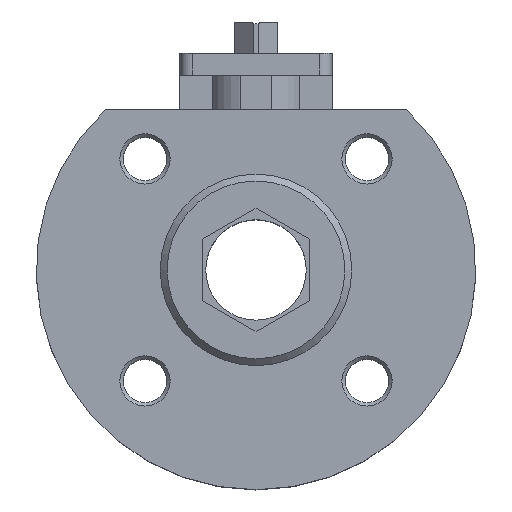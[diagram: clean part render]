
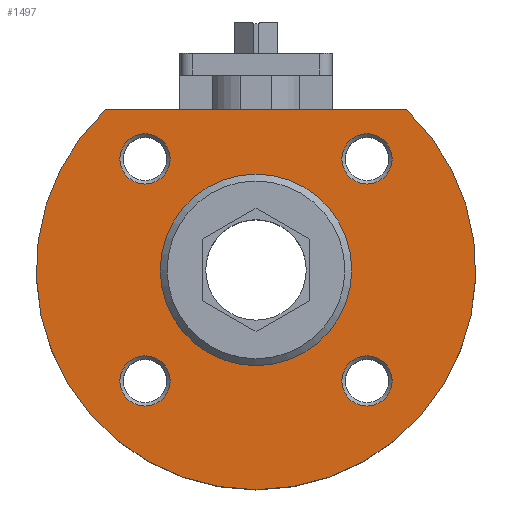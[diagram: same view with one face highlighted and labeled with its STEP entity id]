
A CAD part, top view. The second image highlights one B-rep face of the part: STEP entity #1497.
In plain terms, the highlighted planar face has unit normal (0, 0, 1).
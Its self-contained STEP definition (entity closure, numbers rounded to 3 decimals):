
#54=CIRCLE('',#1616,70.);
#55=CIRCLE('',#1617,8.);
#56=CIRCLE('',#1618,8.);
#57=CIRCLE('',#1619,8.);
#58=CIRCLE('',#1620,8.);
#59=CIRCLE('',#1621,30.5);
#258=ORIENTED_EDGE('',*,*,#654,.F.);
#259=ORIENTED_EDGE('',*,*,#621,.F.);
#260=ORIENTED_EDGE('',*,*,#655,.T.);
#261=ORIENTED_EDGE('',*,*,#656,.T.);
#262=ORIENTED_EDGE('',*,*,#657,.T.);
#263=ORIENTED_EDGE('',*,*,#658,.T.);
#264=ORIENTED_EDGE('',*,*,#659,.T.);
#621=EDGE_CURVE('',#820,#821,#969,.T.);
#654=EDGE_CURVE('',#821,#820,#54,.T.);
#655=EDGE_CURVE('',#843,#843,#55,.T.);
#656=EDGE_CURVE('',#844,#844,#56,.T.);
#657=EDGE_CURVE('',#845,#845,#57,.T.);
#658=EDGE_CURVE('',#846,#846,#58,.T.);
#659=EDGE_CURVE('',#847,#847,#59,.T.);
#820=VERTEX_POINT('',#2328);
#821=VERTEX_POINT('',#2330);
#843=VERTEX_POINT('',#2389);
#844=VERTEX_POINT('',#2391);
#845=VERTEX_POINT('',#2393);
#846=VERTEX_POINT('',#2395);
#847=VERTEX_POINT('',#2397);
#969=LINE('',#2329,#1097);
#1097=VECTOR('',#1844,1000.);
#1196=EDGE_LOOP('',(#258,#259));
#1197=EDGE_LOOP('',(#260));
#1198=EDGE_LOOP('',(#261));
#1199=EDGE_LOOP('',(#262));
#1200=EDGE_LOOP('',(#263));
#1201=EDGE_LOOP('',(#264));
#1332=FACE_BOUND('',#1196,.T.);
#1333=FACE_BOUND('',#1197,.T.);
#1334=FACE_BOUND('',#1198,.T.);
#1335=FACE_BOUND('',#1199,.T.);
#1336=FACE_BOUND('',#1200,.T.);
#1337=FACE_BOUND('',#1201,.T.);
#1453=PLANE('',#1615);
#1497=ADVANCED_FACE('',(#1332,#1333,#1334,#1335,#1336,#1337),#1453,.F.);
#1615=AXIS2_PLACEMENT_3D('',#2386,#1897,#1898);
#1616=AXIS2_PLACEMENT_3D('',#2387,#1899,#1900);
#1617=AXIS2_PLACEMENT_3D('',#2388,#1901,#1902);
#1618=AXIS2_PLACEMENT_3D('',#2390,#1903,#1904);
#1619=AXIS2_PLACEMENT_3D('',#2392,#1905,#1906);
#1620=AXIS2_PLACEMENT_3D('',#2394,#1907,#1908);
#1621=AXIS2_PLACEMENT_3D('',#2396,#1909,#1910);
#1844=DIRECTION('',(1.,0.,0.));
#1897=DIRECTION('',(0.,0.,-1.));
#1898=DIRECTION('',(-1.,0.,0.));
#1899=DIRECTION('',(0.,0.,-1.));
#1900=DIRECTION('',(-1.,0.,0.));
#1901=DIRECTION('',(0.,0.,-1.));
#1902=DIRECTION('',(-1.,0.,0.));
#1903=DIRECTION('',(0.,0.,-1.));
#1904=DIRECTION('',(-1.,0.,0.));
#1905=DIRECTION('',(0.,0.,-1.));
#1906=DIRECTION('',(-1.,0.,0.));
#1907=DIRECTION('',(0.,0.,-1.));
#1908=DIRECTION('',(-1.,0.,0.));
#1909=DIRECTION('',(0.,0.,-1.));
#1910=DIRECTION('',(-1.,0.,0.));
#2328=CARTESIAN_POINT('',(-47.948,51.,27.));
#2329=CARTESIAN_POINT('',(0.,51.,27.));
#2330=CARTESIAN_POINT('',(47.948,51.,27.));
#2386=CARTESIAN_POINT('',(0.,30.5,27.));
#2387=CARTESIAN_POINT('',(0.,0.,27.));
#2388=CARTESIAN_POINT('',(35.355,35.355,27.));
#2389=CARTESIAN_POINT('',(27.355,35.355,27.));
#2390=CARTESIAN_POINT('',(35.355,-35.355,27.));
#2391=CARTESIAN_POINT('',(27.355,-35.355,27.));
#2392=CARTESIAN_POINT('',(-35.355,-35.355,27.));
#2393=CARTESIAN_POINT('',(-43.355,-35.355,27.));
#2394=CARTESIAN_POINT('',(-35.355,35.355,27.));
#2395=CARTESIAN_POINT('',(-43.355,35.355,27.));
#2396=CARTESIAN_POINT('',(0.,0.,27.));
#2397=CARTESIAN_POINT('',(-30.5,0.,27.));
